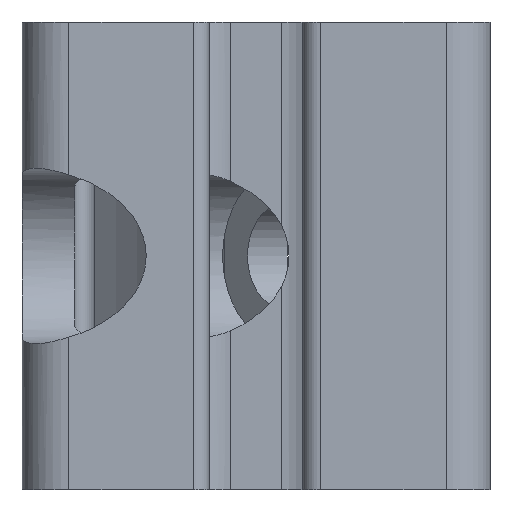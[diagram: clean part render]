
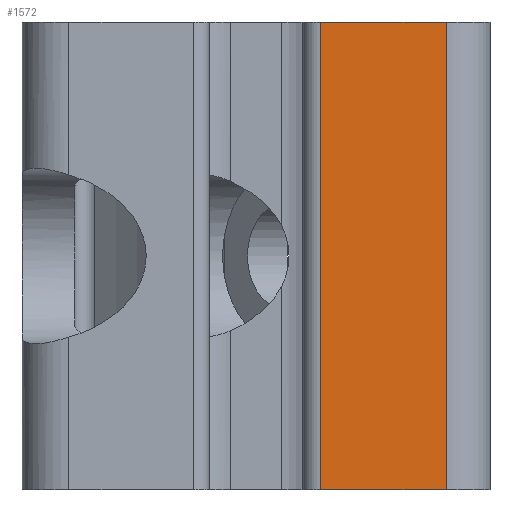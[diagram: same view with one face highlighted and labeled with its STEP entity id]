
A CAD part, front view. The second image highlights one B-rep face of the part: STEP entity #1572.
In plain terms, the highlighted planar face has unit normal (0, -1, 0).
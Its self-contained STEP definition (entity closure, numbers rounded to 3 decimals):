
#94=LINE('',#2769,#225);
#95=LINE('',#2773,#226);
#96=LINE('',#2775,#227);
#97=LINE('',#2776,#228);
#225=VECTOR('',#2056,40.);
#226=VECTOR('',#2061,10.768);
#227=VECTOR('',#2062,40.);
#228=VECTOR('',#2063,10.768);
#296=PLANE('',#1710);
#395=FACE_OUTER_BOUND('',#486,.T.);
#486=EDGE_LOOP('',(#1227,#1228,#1229,#1230));
#726=VERTEX_POINT('',#2766);
#727=VERTEX_POINT('',#2768);
#728=VERTEX_POINT('',#2772);
#729=VERTEX_POINT('',#2774);
#927=EDGE_CURVE('',#727,#726,#94,.T.);
#929=EDGE_CURVE('',#726,#728,#95,.T.);
#930=EDGE_CURVE('',#729,#728,#96,.T.);
#931=EDGE_CURVE('',#729,#727,#97,.T.);
#1227=ORIENTED_EDGE('',*,*,#929,.T.);
#1228=ORIENTED_EDGE('',*,*,#930,.F.);
#1229=ORIENTED_EDGE('',*,*,#931,.T.);
#1230=ORIENTED_EDGE('',*,*,#927,.T.);
#1572=ADVANCED_FACE('',(#395),#296,.T.);
#1710=AXIS2_PLACEMENT_3D('',#2771,#2059,#2060);
#2056=DIRECTION('',(0.,0.,1.));
#2059=DIRECTION('center_axis',(0.,-1.,0.));
#2060=DIRECTION('ref_axis',(0.,0.,-1.));
#2061=DIRECTION('',(-1.,0.,0.));
#2062=DIRECTION('',(0.,0.,1.));
#2063=DIRECTION('',(1.,0.,0.));
#2766=CARTESIAN_POINT('',(36.268,0.009,40.));
#2768=CARTESIAN_POINT('',(36.268,0.009,0.));
#2769=CARTESIAN_POINT('',(36.268,0.009,0.));
#2771=CARTESIAN_POINT('Origin',(36.268,0.009,0.));
#2772=CARTESIAN_POINT('',(25.5,0.009,40.));
#2773=CARTESIAN_POINT('',(25.5,0.009,40.));
#2774=CARTESIAN_POINT('',(25.5,0.009,0.));
#2775=CARTESIAN_POINT('',(25.5,0.009,0.));
#2776=CARTESIAN_POINT('',(25.5,0.009,0.));
